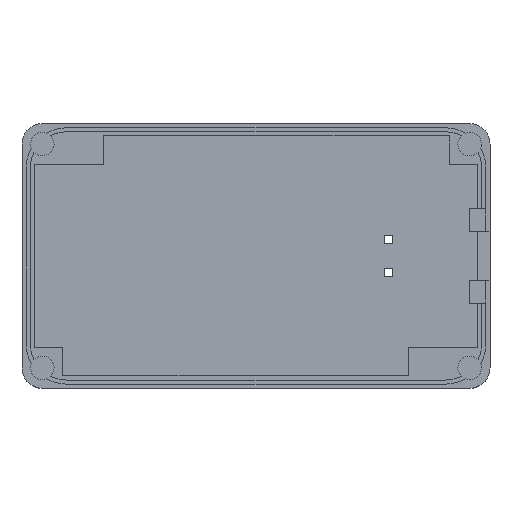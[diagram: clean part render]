
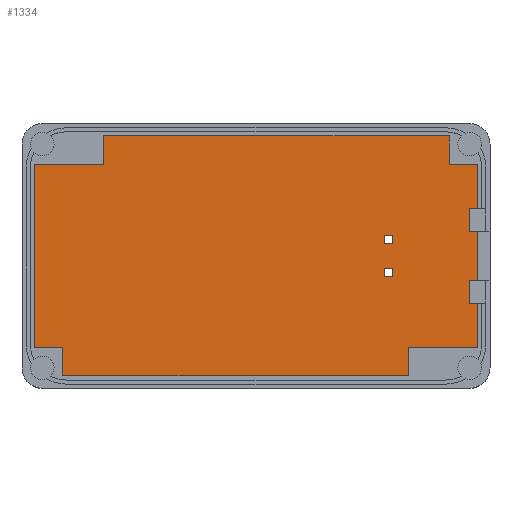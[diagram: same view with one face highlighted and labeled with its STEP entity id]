
A CAD part, top view. The second image highlights one B-rep face of the part: STEP entity #1334.
In plain terms, the highlighted planar face has unit normal (0, 0, 1).
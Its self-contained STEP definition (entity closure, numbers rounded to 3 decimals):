
#607 = VERTEX_POINT('',#608);
#608 = CARTESIAN_POINT('',(-94.,-3.,2.));
#616 = VERTEX_POINT('',#617);
#617 = CARTESIAN_POINT('',(-94.,-5.,2.));
#623 = EDGE_CURVE('',#607,#616,#624,.T.);
#624 = LINE('',#625,#626);
#625 = CARTESIAN_POINT('',(-94.,-3.,2.));
#626 = VECTOR('',#627,1.);
#627 = DIRECTION('',(0.,-1.,0.));
#638 = VERTEX_POINT('',#639);
#639 = CARTESIAN_POINT('',(-96.,-3.,2.));
#647 = EDGE_CURVE('',#638,#607,#648,.T.);
#648 = LINE('',#649,#650);
#649 = CARTESIAN_POINT('',(-96.,-3.,2.));
#650 = VECTOR('',#651,1.);
#651 = DIRECTION('',(1.,0.,0.));
#662 = VERTEX_POINT('',#663);
#663 = CARTESIAN_POINT('',(-96.,-5.,2.));
#671 = EDGE_CURVE('',#662,#638,#672,.T.);
#672 = LINE('',#673,#674);
#673 = CARTESIAN_POINT('',(-96.,-5.,2.));
#674 = VECTOR('',#675,1.);
#675 = DIRECTION('',(0.,1.,0.));
#688 = EDGE_CURVE('',#616,#662,#689,.T.);
#689 = LINE('',#690,#691);
#690 = CARTESIAN_POINT('',(-94.,-5.,2.));
#691 = VECTOR('',#692,1.);
#692 = DIRECTION('',(-1.,0.,0.));
#703 = VERTEX_POINT('',#704);
#704 = CARTESIAN_POINT('',(-94.,3.,2.));
#712 = VERTEX_POINT('',#713);
#713 = CARTESIAN_POINT('',(-94.,5.,2.));
#719 = EDGE_CURVE('',#703,#712,#720,.T.);
#720 = LINE('',#721,#722);
#721 = CARTESIAN_POINT('',(-94.,3.,2.));
#722 = VECTOR('',#723,1.);
#723 = DIRECTION('',(0.,1.,0.));
#736 = VERTEX_POINT('',#737);
#737 = CARTESIAN_POINT('',(-96.,5.,2.));
#743 = EDGE_CURVE('',#712,#736,#744,.T.);
#744 = LINE('',#745,#746);
#745 = CARTESIAN_POINT('',(-94.,5.,2.));
#746 = VECTOR('',#747,1.);
#747 = DIRECTION('',(-1.,0.,0.));
#760 = VERTEX_POINT('',#761);
#761 = CARTESIAN_POINT('',(-96.,3.,2.));
#767 = EDGE_CURVE('',#736,#760,#768,.T.);
#768 = LINE('',#769,#770);
#769 = CARTESIAN_POINT('',(-96.,5.,2.));
#770 = VECTOR('',#771,1.);
#771 = DIRECTION('',(0.,-1.,0.));
#784 = EDGE_CURVE('',#760,#703,#785,.T.);
#785 = LINE('',#786,#787);
#786 = CARTESIAN_POINT('',(-96.,3.,2.));
#787 = VECTOR('',#788,1.);
#788 = DIRECTION('',(1.,0.,0.));
#1334 = ADVANCED_FACE('',(#1335,#1433,#1439),#1445,.T.);
#1335 = FACE_BOUND('',#1336,.T.);
#1336 = EDGE_LOOP('',(#1337,#1347,#1355,#1363,#1371,#1379,#1387,#1395,
    #1403,#1411,#1419,#1427));
#1337 = ORIENTED_EDGE('',*,*,#1338,.F.);
#1338 = EDGE_CURVE('',#1339,#1341,#1343,.T.);
#1339 = VERTEX_POINT('',#1340);
#1340 = CARTESIAN_POINT('',(-73.,22.5,2.));
#1341 = VERTEX_POINT('',#1342);
#1342 = CARTESIAN_POINT('',(-73.,-22.5,2.));
#1343 = LINE('',#1344,#1345);
#1344 = CARTESIAN_POINT('',(-73.,22.5,2.));
#1345 = VECTOR('',#1346,1.);
#1346 = DIRECTION('',(0.,-1.,0.));
#1347 = ORIENTED_EDGE('',*,*,#1348,.T.);
#1348 = EDGE_CURVE('',#1339,#1349,#1351,.T.);
#1349 = VERTEX_POINT('',#1350);
#1350 = CARTESIAN_POINT('',(-80.,22.5,2.));
#1351 = LINE('',#1352,#1353);
#1352 = CARTESIAN_POINT('',(-73.,22.5,2.));
#1353 = VECTOR('',#1354,1.);
#1354 = DIRECTION('',(-1.,0.,0.));
#1355 = ORIENTED_EDGE('',*,*,#1356,.T.);
#1356 = EDGE_CURVE('',#1349,#1357,#1359,.T.);
#1357 = VERTEX_POINT('',#1358);
#1358 = CARTESIAN_POINT('',(-80.,29.5,2.));
#1359 = LINE('',#1360,#1361);
#1360 = CARTESIAN_POINT('',(-80.,22.5,2.));
#1361 = VECTOR('',#1362,1.);
#1362 = DIRECTION('',(0.,1.,0.));
#1363 = ORIENTED_EDGE('',*,*,#1364,.T.);
#1364 = EDGE_CURVE('',#1357,#1365,#1367,.T.);
#1365 = VERTEX_POINT('',#1366);
#1366 = CARTESIAN_POINT('',(-165.,29.5,2.));
#1367 = LINE('',#1368,#1369);
#1368 = CARTESIAN_POINT('',(-80.,29.5,2.));
#1369 = VECTOR('',#1370,1.);
#1370 = DIRECTION('',(-1.,0.,0.));
#1371 = ORIENTED_EDGE('',*,*,#1372,.T.);
#1372 = EDGE_CURVE('',#1365,#1373,#1375,.T.);
#1373 = VERTEX_POINT('',#1374);
#1374 = CARTESIAN_POINT('',(-165.,22.5,2.));
#1375 = LINE('',#1376,#1377);
#1376 = CARTESIAN_POINT('',(-165.,29.5,2.));
#1377 = VECTOR('',#1378,1.);
#1378 = DIRECTION('',(0.,-1.,0.));
#1379 = ORIENTED_EDGE('',*,*,#1380,.T.);
#1380 = EDGE_CURVE('',#1373,#1381,#1383,.T.);
#1381 = VERTEX_POINT('',#1382);
#1382 = CARTESIAN_POINT('',(-182.,22.5,2.));
#1383 = LINE('',#1384,#1385);
#1384 = CARTESIAN_POINT('',(-165.,22.5,2.));
#1385 = VECTOR('',#1386,1.);
#1386 = DIRECTION('',(-1.,0.,0.));
#1387 = ORIENTED_EDGE('',*,*,#1388,.T.);
#1388 = EDGE_CURVE('',#1381,#1389,#1391,.T.);
#1389 = VERTEX_POINT('',#1390);
#1390 = CARTESIAN_POINT('',(-182.,-22.5,2.));
#1391 = LINE('',#1392,#1393);
#1392 = CARTESIAN_POINT('',(-182.,22.5,2.));
#1393 = VECTOR('',#1394,1.);
#1394 = DIRECTION('',(0.,-1.,0.));
#1395 = ORIENTED_EDGE('',*,*,#1396,.T.);
#1396 = EDGE_CURVE('',#1389,#1397,#1399,.T.);
#1397 = VERTEX_POINT('',#1398);
#1398 = CARTESIAN_POINT('',(-175.,-22.5,2.));
#1399 = LINE('',#1400,#1401);
#1400 = CARTESIAN_POINT('',(-182.,-22.5,2.));
#1401 = VECTOR('',#1402,1.);
#1402 = DIRECTION('',(1.,0.,0.));
#1403 = ORIENTED_EDGE('',*,*,#1404,.T.);
#1404 = EDGE_CURVE('',#1397,#1405,#1407,.T.);
#1405 = VERTEX_POINT('',#1406);
#1406 = CARTESIAN_POINT('',(-175.,-29.5,2.));
#1407 = LINE('',#1408,#1409);
#1408 = CARTESIAN_POINT('',(-175.,-22.5,2.));
#1409 = VECTOR('',#1410,1.);
#1410 = DIRECTION('',(0.,-1.,0.));
#1411 = ORIENTED_EDGE('',*,*,#1412,.T.);
#1412 = EDGE_CURVE('',#1405,#1413,#1415,.T.);
#1413 = VERTEX_POINT('',#1414);
#1414 = CARTESIAN_POINT('',(-90.,-29.5,2.));
#1415 = LINE('',#1416,#1417);
#1416 = CARTESIAN_POINT('',(-175.,-29.5,2.));
#1417 = VECTOR('',#1418,1.);
#1418 = DIRECTION('',(1.,0.,0.));
#1419 = ORIENTED_EDGE('',*,*,#1420,.T.);
#1420 = EDGE_CURVE('',#1413,#1421,#1423,.T.);
#1421 = VERTEX_POINT('',#1422);
#1422 = CARTESIAN_POINT('',(-90.,-22.5,2.));
#1423 = LINE('',#1424,#1425);
#1424 = CARTESIAN_POINT('',(-90.,-29.5,2.));
#1425 = VECTOR('',#1426,1.);
#1426 = DIRECTION('',(0.,1.,0.));
#1427 = ORIENTED_EDGE('',*,*,#1428,.T.);
#1428 = EDGE_CURVE('',#1421,#1341,#1429,.T.);
#1429 = LINE('',#1430,#1431);
#1430 = CARTESIAN_POINT('',(-90.,-22.5,2.));
#1431 = VECTOR('',#1432,1.);
#1432 = DIRECTION('',(1.,0.,0.));
#1433 = FACE_BOUND('',#1434,.T.);
#1434 = EDGE_LOOP('',(#1435,#1436,#1437,#1438));
#1435 = ORIENTED_EDGE('',*,*,#623,.T.);
#1436 = ORIENTED_EDGE('',*,*,#688,.T.);
#1437 = ORIENTED_EDGE('',*,*,#671,.T.);
#1438 = ORIENTED_EDGE('',*,*,#647,.T.);
#1439 = FACE_BOUND('',#1440,.T.);
#1440 = EDGE_LOOP('',(#1441,#1442,#1443,#1444));
#1441 = ORIENTED_EDGE('',*,*,#719,.F.);
#1442 = ORIENTED_EDGE('',*,*,#784,.F.);
#1443 = ORIENTED_EDGE('',*,*,#767,.F.);
#1444 = ORIENTED_EDGE('',*,*,#743,.F.);
#1445 = PLANE('',#1446);
#1446 = AXIS2_PLACEMENT_3D('',#1447,#1448,#1449);
#1447 = CARTESIAN_POINT('',(-127.5,0.,2.));
#1448 = DIRECTION('',(0.,0.,1.));
#1449 = DIRECTION('',(1.,0.,0.));
